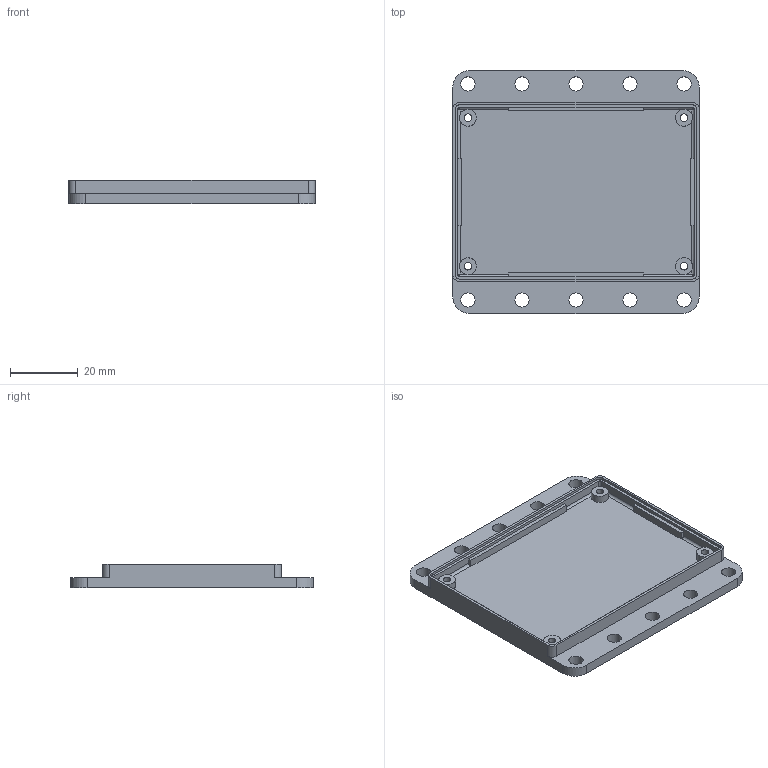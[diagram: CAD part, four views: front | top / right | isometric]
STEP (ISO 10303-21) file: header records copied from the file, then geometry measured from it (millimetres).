
FILE_DESCRIPTION(/* description */ (''),/* implementation_level */ '2;1');
FILE_NAME(/* name */ '45-0000.stp',/* time_stamp */ '2014-07-10T08:37:20-04:00',/* author */ ('Justin'),/* organization */ (''),/* preprocessor_version */ 'ST-DEVELOPER v15.6',/* originating_system */ 'Autodesk Inventor 2015',/* authorisation */ '');
FILE_SCHEMA (('AUTOMOTIVE_DESIGN { 1 0 10303 214 3 1 1 }'));
Length unit declared in the file: millimetre
Products named in the file (1): 45-0000
Bounding box: 73 x 72 x 7 mm (x, y, z)
Volume: 16438.2 mm3; surface area: 13656.8 mm2
Topology: 1 solids, 1 shells, 103 faces, 282 edges, 180 vertices
Faces by surface type: plane 49, cylinder 46, cone 4, bspline 4
Full cylindrical faces by diameter (mm): 2.25 x4, 4.2 x10, 5 x4
Entity records: 3358 total; most frequent: CARTESIAN_POINT 740, DIRECTION 544, ORIENTED_EDGE 504, EDGE_CURVE 252, AXIS2_PLACEMENT_3D 200, VERTEX_POINT 176, EDGE_LOOP 156, LINE 144
